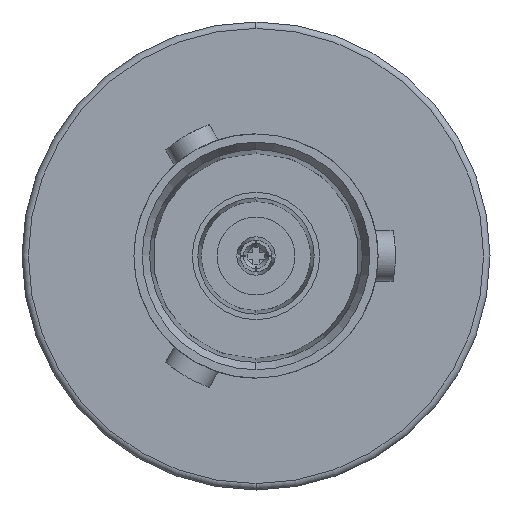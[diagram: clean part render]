
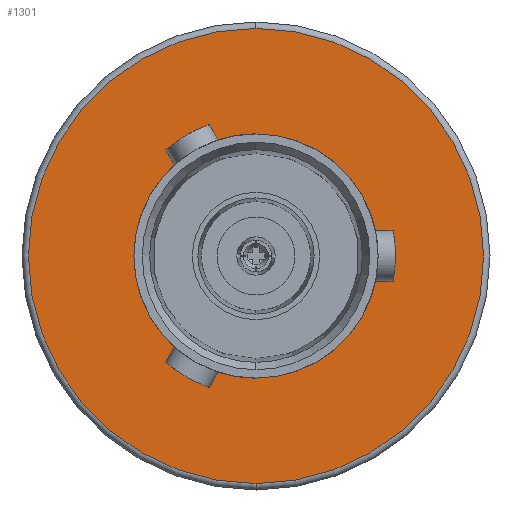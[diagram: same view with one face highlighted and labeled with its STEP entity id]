
A CAD part, left-side view. The second image highlights one B-rep face of the part: STEP entity #1301.
In plain terms, the highlighted planar face has unit normal (-1, 0, 0).
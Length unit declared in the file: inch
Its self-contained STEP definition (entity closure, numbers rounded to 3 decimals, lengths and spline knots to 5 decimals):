
#81 = CIRCLE ( 'NONE', #5855, 0.35614 ) ;
#567 = EDGE_CURVE ( 'NONE', #4612, #24179, #81, .T. ) ;
#606 = FACE_BOUND ( 'NONE', #20663, .T. ) ;
#775 = CARTESIAN_POINT ( 'NONE',  ( -0.85354, 0., -0.191 ) ) ;
#958 = EDGE_LOOP ( 'NONE', ( #2248, #26731 ) ) ;
#995 = DIRECTION ( 'NONE',  ( 1., 0., 0. ) ) ;
#1301 = ADVANCED_FACE ( 'NONE', ( #17184, #606 ), #22038, .F. ) ;
#2248 = ORIENTED_EDGE ( 'NONE', *, *, #567, .F. ) ;
#4161 = AXIS2_PLACEMENT_3D ( 'NONE', #24656, #995, #13787 ) ;
#4612 = VERTEX_POINT ( 'NONE', #27549 ) ;
#5855 = AXIS2_PLACEMENT_3D ( 'NONE', #10638, #16750, #18560 ) ;
#6046 = DIRECTION ( 'NONE',  ( 1., 0., 0. ) ) ;
#6538 = AXIS2_PLACEMENT_3D ( 'NONE', #15614, #8955, #23982 ) ;
#6998 = CARTESIAN_POINT ( 'NONE',  ( -0.85354, 0.35614, 0. ) ) ;
#7135 = DIRECTION ( 'NONE',  ( 0., 0., -1. ) ) ;
#7673 = EDGE_CURVE ( 'NONE', #17520, #16160, #16573, .T. ) ;
#8955 = DIRECTION ( 'NONE',  ( 1., 0., 0. ) ) ;
#9120 = ORIENTED_EDGE ( 'NONE', *, *, #7673, .T. ) ;
#9661 = CARTESIAN_POINT ( 'NONE',  ( -0.85354, 0., 0.35614 ) ) ;
#10638 = CARTESIAN_POINT ( 'NONE',  ( -0.85354, 0., 0. ) ) ;
#10792 = CARTESIAN_POINT ( 'NONE',  ( -0.85354, 0., 0.191 ) ) ;
#13787 = DIRECTION ( 'NONE',  ( 0., 0., -1. ) ) ;
#15614 = CARTESIAN_POINT ( 'NONE',  ( -0.85354, 0., 0. ) ) ;
#16160 = VERTEX_POINT ( 'NONE', #10792 ) ;
#16573 = CIRCLE ( 'NONE', #4161, 0.191 ) ;
#16750 = DIRECTION ( 'NONE',  ( 1., 0., 0. ) ) ;
#17184 = FACE_OUTER_BOUND ( 'NONE', #958, .T. ) ;
#17520 = VERTEX_POINT ( 'NONE', #775 ) ;
#17611 = CIRCLE ( 'NONE', #6538, 0.191 ) ;
#17785 = EDGE_CURVE ( 'NONE', #16160, #17520, #17611, .T. ) ;
#18560 = DIRECTION ( 'NONE',  ( 0., 0., -1. ) ) ;
#18865 = CARTESIAN_POINT ( 'NONE',  ( -0.85354, 0., 0. ) ) ;
#19425 = DIRECTION ( 'NONE',  ( 1., 0., 0. ) ) ;
#19949 = AXIS2_PLACEMENT_3D ( 'NONE', #18865, #6046, #21368 ) ;
#20663 = EDGE_LOOP ( 'NONE', ( #9120, #24678 ) ) ;
#21368 = DIRECTION ( 'NONE',  ( 0., 0., -1. ) ) ;
#22038 = PLANE ( 'NONE',  #23197 ) ;
#22679 = EDGE_CURVE ( 'NONE', #24179, #4612, #24845, .T. ) ;
#23197 = AXIS2_PLACEMENT_3D ( 'NONE', #6998, #19425, #7135 ) ;
#23982 = DIRECTION ( 'NONE',  ( 0., 0., -1. ) ) ;
#24179 = VERTEX_POINT ( 'NONE', #9661 ) ;
#24656 = CARTESIAN_POINT ( 'NONE',  ( -0.85354, 0., 0. ) ) ;
#24678 = ORIENTED_EDGE ( 'NONE', *, *, #17785, .T. ) ;
#24845 = CIRCLE ( 'NONE', #19949, 0.35614 ) ;
#26731 = ORIENTED_EDGE ( 'NONE', *, *, #22679, .F. ) ;
#27549 = CARTESIAN_POINT ( 'NONE',  ( -0.85354, 0., -0.35614 ) ) ;
